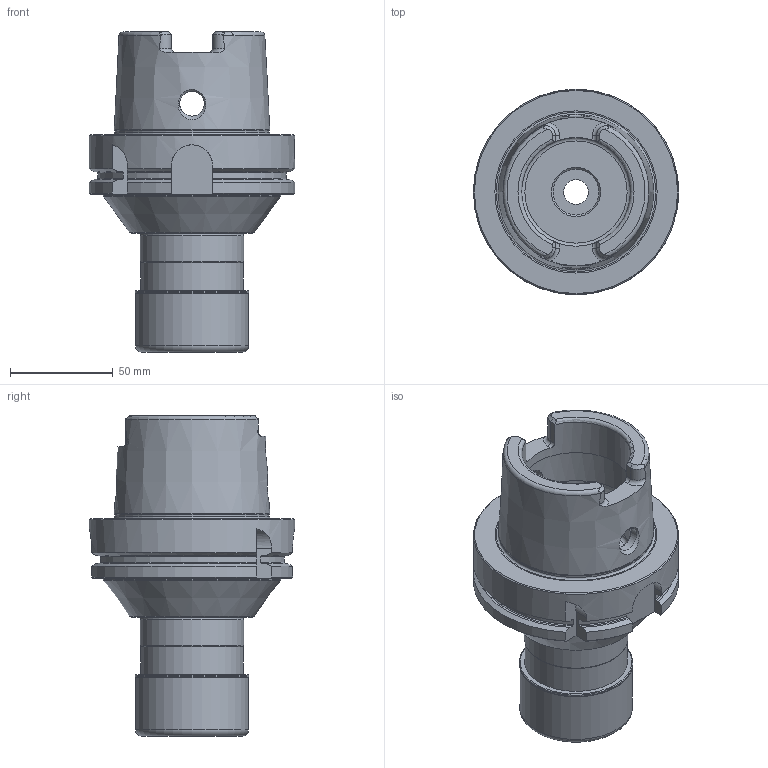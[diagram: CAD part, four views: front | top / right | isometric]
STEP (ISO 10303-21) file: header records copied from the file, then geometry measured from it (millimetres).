
FILE_DESCRIPTION(/* description */ (''),/* implementation_level */ '2;1');
FILE_NAME(/* name */ '550083250.stp',/* time_stamp */ '2021-01-08T12:25:29',/* author */ ('LRA'),/* organization */ ('REGO-FIX'),/* preprocessor_version */ ' Unknown',/* originating_system */ 'SIEMENS PLM Software Solid Edge ST10',/* authorization */ 'Unknown');
FILE_SCHEMA (('AUTOMOTIVE_DESIGN { 1 0 10303 214 2 1 1}'));
Length unit declared in the file: millimetre
Products named in the file (1): 0017497
Bounding box: 100 x 100 x 156 mm (x, y, z)
Volume: 392342.3 mm3; surface area: 78245.5 mm2
Topology: 2 solids, 2 shells, 155 faces, 391 edges, 246 vertices
Faces by surface type: cylinder 43, plane 43, cone 38, torus 31
Full cylindrical faces by diameter (mm): 10 x1, 12 x3, 22.376 x1, 25 x1, 33 x1, 38.25 x1, 42 x1, 48.376 x1, 50 x2, 50.05 x1, 50.5 x2, 51 x1, 53 x2, 55 x1, 55.4 x1, 63 x1, 75.459 x1, 86.4 x1, 100 x1
Entity records: 5466 total; most frequent: CARTESIAN_POINT 1080, DIRECTION 688, ORIENTED_EDGE 596, AXIS2_PLACEMENT_3D 303, EDGE_CURVE 298, EDGE_LOOP 236, FACE_BOUND 236, VERTEX_POINT 220
